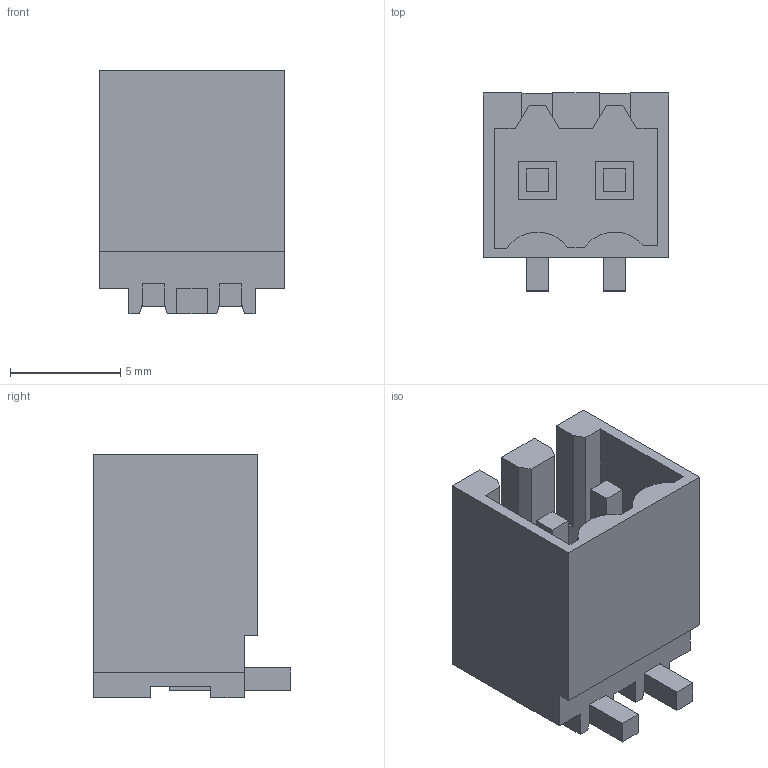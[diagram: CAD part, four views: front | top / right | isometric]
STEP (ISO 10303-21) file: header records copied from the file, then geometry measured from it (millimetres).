
FILE_DESCRIPTION(('CATIA V5 STEP Exchange','CAx-IF Rec.Pracs.--- Model Styling and Organization---1.2---2011-12-15'),'2;1');
FILE_NAME ('D1455609_0_1761544002_1761544002.stp','2017-06-16T13:52:17+00:00',('none'),('Weidmueller'),'CATIA Version 5-6 Release 2014','CATIA V5 STEP AP214','none');
FILE_SCHEMA(('AUTOMOTIVE_DESIGN { 1 0 10303 214 1 1 1 1 }'));
Length unit declared in the file: millimetre
Products named in the file (1): 1761544002
Bounding box: 8.4 x 8.95 x 11.05 mm (x, y, z)
Volume: 309.6 mm3; surface area: 903 mm2
Topology: 3 solids, 3 shells, 122 faces, 341 edges, 227 vertices
Faces by surface type: plane 120, cylinder 2
Entity records: 3842 total; most frequent: ORIENTED_EDGE 682, CARTESIAN_POINT 664, DIRECTION 531, EDGE_CURVE 341, VECTOR 337, LINE 337, VERTEX_POINT 227, EDGE_LOOP 128
